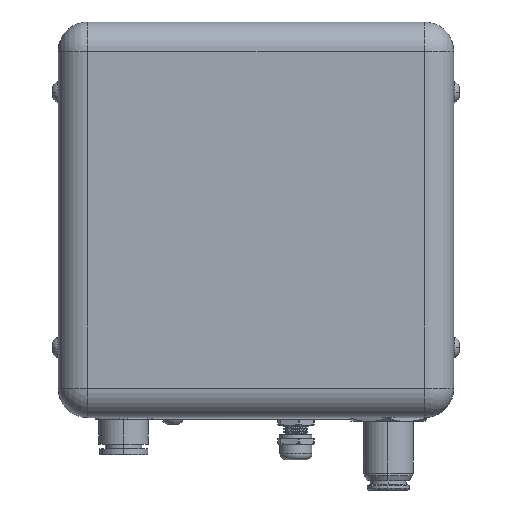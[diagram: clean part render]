
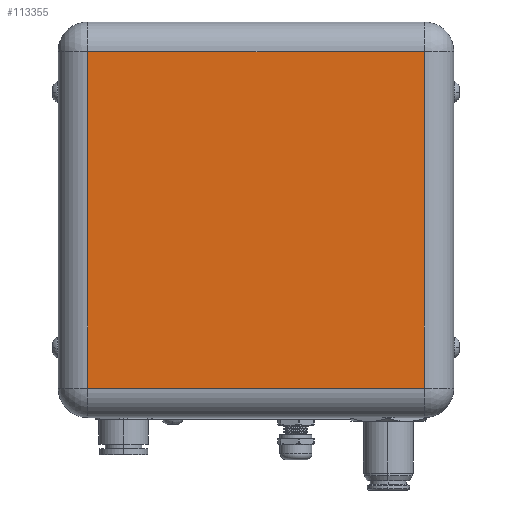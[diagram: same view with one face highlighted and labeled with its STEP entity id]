
A CAD part, front view. The second image highlights one B-rep face of the part: STEP entity #113355.
In plain terms, the highlighted planar face has unit normal (0, -1, 0).
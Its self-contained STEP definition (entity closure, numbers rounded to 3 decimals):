
#1042 = EDGE_LOOP ( 'NONE', ( #67614, #132551, #64026, #47188 ) ) ;
#11441 = EDGE_CURVE ( 'NONE', #143639, #140136, #88743, .T. ) ;
#13842 = DIRECTION ( 'NONE',  ( -1., 0., 0. ) ) ;
#15912 = FACE_OUTER_BOUND ( 'NONE', #1042, .T. ) ;
#19422 = CARTESIAN_POINT ( 'NONE',  ( -50.789, -25.185, 107.825 ) ) ;
#23154 = VECTOR ( 'NONE', #13842, 1000. ) ;
#31336 = PLANE ( 'NONE',  #54940 ) ;
#34300 = CARTESIAN_POINT ( 'NONE',  ( -41.315, -25.185, 215.877 ) ) ;
#36322 = EDGE_CURVE ( 'NONE', #153377, #143639, #117638, .T. ) ;
#39926 = VECTOR ( 'NONE', #68293, 1000. ) ;
#47188 = ORIENTED_EDGE ( 'NONE', *, *, #11441, .T. ) ;
#48459 = CARTESIAN_POINT ( 'NONE',  ( 66.737, -25.185, 107.825 ) ) ;
#54940 = AXIS2_PLACEMENT_3D ( 'NONE', #67125, #149895, #78985 ) ;
#63709 = CARTESIAN_POINT ( 'NONE',  ( -41.315, -25.185, 225.351 ) ) ;
#64026 = ORIENTED_EDGE ( 'NONE', *, *, #36322, .T. ) ;
#67125 = CARTESIAN_POINT ( 'NONE',  ( -50.789, -25.185, 225.351 ) ) ;
#67614 = ORIENTED_EDGE ( 'NONE', *, *, #73846, .T. ) ;
#68293 = DIRECTION ( 'NONE',  ( 0., 0., 1. ) ) ;
#71449 = LINE ( 'NONE', #151085, #39926 ) ;
#73846 = EDGE_CURVE ( 'NONE', #140136, #99127, #137040, .T. ) ;
#78985 = DIRECTION ( 'NONE',  ( 0., 0., -1. ) ) ;
#88743 = LINE ( 'NONE', #63709, #140600 ) ;
#99127 = VERTEX_POINT ( 'NONE', #48459 ) ;
#102222 = DIRECTION ( 'NONE',  ( 1., 0., 0. ) ) ;
#105544 = VECTOR ( 'NONE', #102222, 1000. ) ;
#113355 = ADVANCED_FACE ( 'NONE', ( #15912 ), #31336, .T. ) ;
#117638 = LINE ( 'NONE', #131894, #23154 ) ;
#122680 = DIRECTION ( 'NONE',  ( 0., 0., -1. ) ) ;
#123476 = CARTESIAN_POINT ( 'NONE',  ( 66.737, -25.185, 215.877 ) ) ;
#128813 = CARTESIAN_POINT ( 'NONE',  ( -41.315, -25.185, 107.825 ) ) ;
#131894 = CARTESIAN_POINT ( 'NONE',  ( -50.789, -25.185, 215.877 ) ) ;
#132551 = ORIENTED_EDGE ( 'NONE', *, *, #152664, .T. ) ;
#137040 = LINE ( 'NONE', #19422, #105544 ) ;
#140136 = VERTEX_POINT ( 'NONE', #128813 ) ;
#140600 = VECTOR ( 'NONE', #122680, 1000. ) ;
#143639 = VERTEX_POINT ( 'NONE', #34300 ) ;
#149895 = DIRECTION ( 'NONE',  ( 0., -1., 0. ) ) ;
#151085 = CARTESIAN_POINT ( 'NONE',  ( 66.737, -25.185, 225.351 ) ) ;
#152664 = EDGE_CURVE ( 'NONE', #99127, #153377, #71449, .T. ) ;
#153377 = VERTEX_POINT ( 'NONE', #123476 ) ;
